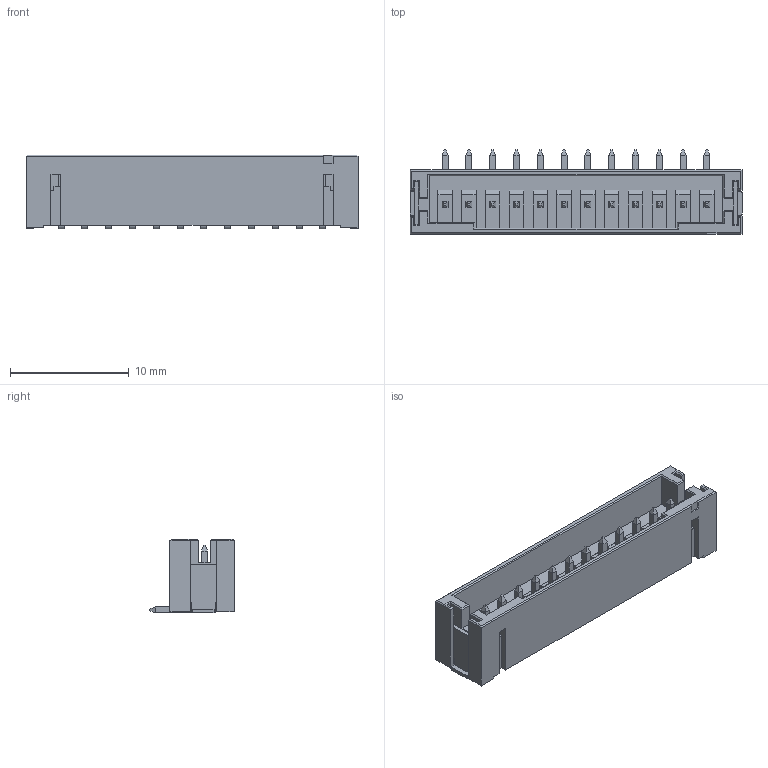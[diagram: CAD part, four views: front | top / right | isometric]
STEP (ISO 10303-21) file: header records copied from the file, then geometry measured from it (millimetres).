
FILE_DESCRIPTION (( 'STEP AP214' ), '1' );
FILE_NAME ('CONN-SMD_12P-P2.00_SHOU-HAN_2.0-12P-LT.STEP', '2023-01-10T02:41:33', ( 'PC' ), ( 'Microsoft' ), 'SwSTEP 2.0', 'SolidWorks 2020', '' );
FILE_SCHEMA (( 'AUTOMOTIVE_DESIGN' ));
Length unit declared in the file: millimetre
Products named in the file (1): CONN-SMD_12P-P2.00_SHOU-HAN_2.0-12P-LT
Bounding box: 27.9 x 7.1 x 6.2 mm (x, y, z)
Volume: 537.8 mm3; surface area: 1145.1 mm2
Topology: 1 solids, 1 shells, 749 faces, 1982 edges, 1274 vertices
Faces by surface type: plane 633, bspline 98, cylinder 18
Entity records: 31429 total; most frequent: CARTESIAN_POINT 5312, ORIENTED_EDGE 3964, DIRECTION 3122, EDGE_CURVE 1982, LINE 1746, VECTOR 1746, VERTEX_POINT 1274, EDGE_LOOP 792
